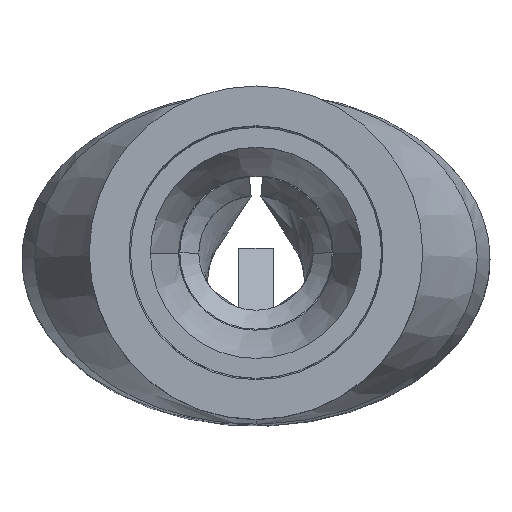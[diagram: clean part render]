
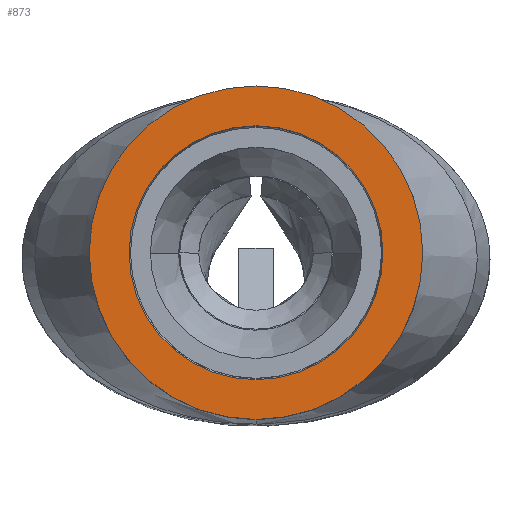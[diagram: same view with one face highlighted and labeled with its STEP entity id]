
A CAD part, top view. The second image highlights one B-rep face of the part: STEP entity #873.
In plain terms, the highlighted planar face has unit normal (0, 0, 1).
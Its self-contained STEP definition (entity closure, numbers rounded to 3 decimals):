
#129 = CARTESIAN_POINT ( 'NONE',  ( 0., 1.547, 20.65 ) ) ;
#345 = DIRECTION ( 'NONE',  ( 0., 0., -1. ) ) ;
#446 = EDGE_CURVE ( 'NONE', #4112, #5043, #5101, .T. ) ;
#838 = CARTESIAN_POINT ( 'NONE',  ( 0., 1.547, 20.65 ) ) ;
#873 = ADVANCED_FACE ( 'NONE', ( #3082, #6039 ), #5004, .T. ) ;
#1015 = DIRECTION ( 'NONE',  ( -1., 0., 0. ) ) ;
#1313 = DIRECTION ( 'NONE',  ( 0., 0., -1. ) ) ;
#1342 = EDGE_CURVE ( 'NONE', #5043, #4112, #2590, .T. ) ;
#1343 = DIRECTION ( 'NONE',  ( -1., 0., 0. ) ) ;
#1727 = DIRECTION ( 'NONE',  ( -1., 0., 0. ) ) ;
#1781 = CARTESIAN_POINT ( 'NONE',  ( 0., 1.547, 20.65 ) ) ;
#1794 = AXIS2_PLACEMENT_3D ( 'NONE', #1781, #345, #1727 ) ;
#1801 = ORIENTED_EDGE ( 'NONE', *, *, #446, .F. ) ;
#1872 = CARTESIAN_POINT ( 'NONE',  ( 2.55, 1.547, 20.65 ) ) ;
#2107 = VERTEX_POINT ( 'NONE', #3945 ) ;
#2198 = ORIENTED_EDGE ( 'NONE', *, *, #5352, .T. ) ;
#2590 = CIRCLE ( 'NONE', #5785, 3.35 ) ;
#2622 = CARTESIAN_POINT ( 'NONE',  ( 0., 4.097, 20.65 ) ) ;
#2634 = DIRECTION ( 'NONE',  ( 0., 0., -1. ) ) ;
#2898 = CIRCLE ( 'NONE', #1794, 2.55 ) ;
#2977 = AXIS2_PLACEMENT_3D ( 'NONE', #2622, #5972, #4533 ) ;
#3082 = FACE_BOUND ( 'NONE', #6075, .T. ) ;
#3283 = EDGE_CURVE ( 'NONE', #4442, #2107, #2898, .T. ) ;
#3535 = CARTESIAN_POINT ( 'NONE',  ( 0., 1.547, 20.65 ) ) ;
#3825 = CARTESIAN_POINT ( 'NONE',  ( 3.35, 1.547, 20.65 ) ) ;
#3887 = CARTESIAN_POINT ( 'NONE',  ( -3.35, 1.547, 20.65 ) ) ;
#3945 = CARTESIAN_POINT ( 'NONE',  ( -2.55, 1.547, 20.65 ) ) ;
#4112 = VERTEX_POINT ( 'NONE', #3887 ) ;
#4224 = ORIENTED_EDGE ( 'NONE', *, *, #3283, .T. ) ;
#4339 = ORIENTED_EDGE ( 'NONE', *, *, #1342, .F. ) ;
#4442 = VERTEX_POINT ( 'NONE', #1872 ) ;
#4533 = DIRECTION ( 'NONE',  ( 1., 0., 0. ) ) ;
#4967 = CIRCLE ( 'NONE', #5763, 2.55 ) ;
#5004 = PLANE ( 'NONE',  #2977 ) ;
#5043 = VERTEX_POINT ( 'NONE', #3825 ) ;
#5101 = CIRCLE ( 'NONE', #6096, 3.35 ) ;
#5352 = EDGE_CURVE ( 'NONE', #2107, #4442, #4967, .T. ) ;
#5455 = DIRECTION ( 'NONE',  ( -1., 0., 0. ) ) ;
#5671 = EDGE_LOOP ( 'NONE', ( #1801, #4339 ) ) ;
#5750 = DIRECTION ( 'NONE',  ( 0., 0., -1. ) ) ;
#5763 = AXIS2_PLACEMENT_3D ( 'NONE', #3535, #2634, #5455 ) ;
#5785 = AXIS2_PLACEMENT_3D ( 'NONE', #838, #1313, #1343 ) ;
#5972 = DIRECTION ( 'NONE',  ( 0., 0., 1. ) ) ;
#6039 = FACE_OUTER_BOUND ( 'NONE', #5671, .T. ) ;
#6075 = EDGE_LOOP ( 'NONE', ( #2198, #4224 ) ) ;
#6096 = AXIS2_PLACEMENT_3D ( 'NONE', #129, #5750, #1015 ) ;
